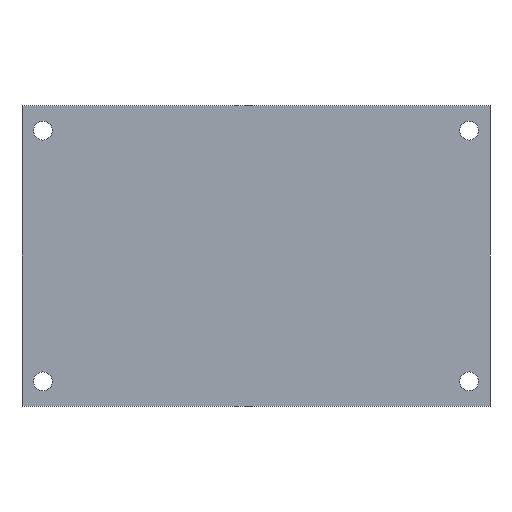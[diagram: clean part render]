
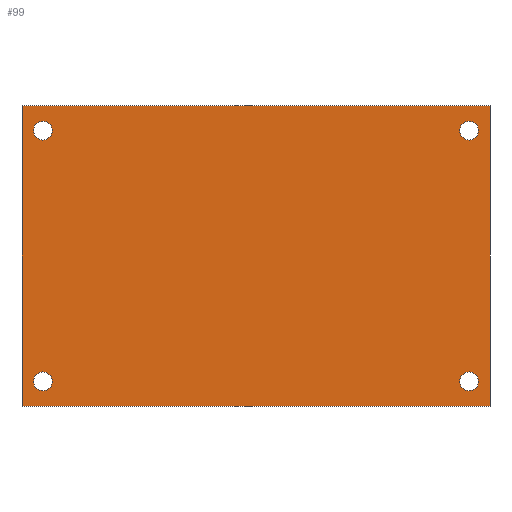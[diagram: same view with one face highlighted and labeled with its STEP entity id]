
A CAD part, front view. The second image highlights one B-rep face of the part: STEP entity #99.
In plain terms, the highlighted planar face has unit normal (0, -1, 0).
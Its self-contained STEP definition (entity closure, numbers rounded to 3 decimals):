
#99 = ADVANCED_FACE( '', ( #194, #195, #196, #197, #198 ), #199, .F. );
#194 = FACE_BOUND( '', #314, .T. );
#195 = FACE_BOUND( '', #315, .T. );
#196 = FACE_BOUND( '', #316, .T. );
#197 = FACE_BOUND( '', #317, .T. );
#198 = FACE_OUTER_BOUND( '', #318, .T. );
#199 = PLANE( '', #319 );
#314 = EDGE_LOOP( '', ( #485 ) );
#315 = EDGE_LOOP( '', ( #486 ) );
#316 = EDGE_LOOP( '', ( #487 ) );
#317 = EDGE_LOOP( '', ( #488 ) );
#318 = EDGE_LOOP( '', ( #489, #490, #491, #492 ) );
#319 = AXIS2_PLACEMENT_3D( '', #493, #494, #495 );
#485 = ORIENTED_EDGE( '', *, *, #571, .T. );
#486 = ORIENTED_EDGE( '', *, *, #573, .T. );
#487 = ORIENTED_EDGE( '', *, *, #575, .T. );
#488 = ORIENTED_EDGE( '', *, *, #577, .T. );
#489 = ORIENTED_EDGE( '', *, *, #595, .T. );
#490 = ORIENTED_EDGE( '', *, *, #596, .F. );
#491 = ORIENTED_EDGE( '', *, *, #597, .F. );
#492 = ORIENTED_EDGE( '', *, *, #598, .T. );
#493 = CARTESIAN_POINT( '', ( 112., -32., 36. ) );
#494 = DIRECTION( '', ( 0., 1., 0. ) );
#495 = DIRECTION( '', ( 0., 0., 1. ) );
#571 = EDGE_CURVE( '', #638, #638, #639, .T. );
#573 = EDGE_CURVE( '', #642, #642, #643, .T. );
#575 = EDGE_CURVE( '', #646, #646, #647, .T. );
#577 = EDGE_CURVE( '', #650, #650, #651, .T. );
#595 = EDGE_CURVE( '', #686, #687, #688, .T. );
#596 = EDGE_CURVE( '', #689, #687, #690, .T. );
#597 = EDGE_CURVE( '', #691, #689, #692, .T. );
#598 = EDGE_CURVE( '', #691, #686, #693, .T. );
#638 = VERTEX_POINT( '', #819 );
#639 = CIRCLE( '', #820, 2.25 );
#642 = VERTEX_POINT( '', #823 );
#643 = CIRCLE( '', #824, 2.25 );
#646 = VERTEX_POINT( '', #827 );
#647 = CIRCLE( '', #828, 2.25 );
#650 = VERTEX_POINT( '', #831 );
#651 = CIRCLE( '', #832, 2.25 );
#686 = VERTEX_POINT( '', #1207 );
#687 = VERTEX_POINT( '', #1208 );
#688 = LINE( '', #1209, #1210 );
#689 = VERTEX_POINT( '', #1211 );
#690 = LINE( '', #1212, #1213 );
#691 = VERTEX_POINT( '', #1214 );
#692 = LINE( '', #1215, #1216 );
#693 = LINE( '', #1217, #1218 );
#819 = CARTESIAN_POINT( '', ( 107., -32., 32.25 ) );
#820 = AXIS2_PLACEMENT_3D( '', #1360, #1361, #1362 );
#823 = CARTESIAN_POINT( '', ( 107., -32., -27.75 ) );
#824 = AXIS2_PLACEMENT_3D( '', #1366, #1367, #1368 );
#827 = CARTESIAN_POINT( '', ( 5., -32., 32.25 ) );
#828 = AXIS2_PLACEMENT_3D( '', #1372, #1373, #1374 );
#831 = CARTESIAN_POINT( '', ( 5., -32., -27.75 ) );
#832 = AXIS2_PLACEMENT_3D( '', #1378, #1379, #1380 );
#1207 = CARTESIAN_POINT( '', ( 0., -32., 36. ) );
#1208 = CARTESIAN_POINT( '', ( 0., -32., -36. ) );
#1209 = CARTESIAN_POINT( '', ( 0., -32., 36. ) );
#1210 = VECTOR( '', #1412, 1000. );
#1211 = CARTESIAN_POINT( '', ( 112., -32., -36. ) );
#1212 = CARTESIAN_POINT( '', ( 112., -32., -36. ) );
#1213 = VECTOR( '', #1413, 1000. );
#1214 = CARTESIAN_POINT( '', ( 112., -32., 36. ) );
#1215 = CARTESIAN_POINT( '', ( 112., -32., 36. ) );
#1216 = VECTOR( '', #1414, 1000. );
#1217 = CARTESIAN_POINT( '', ( 112., -32., 36. ) );
#1218 = VECTOR( '', #1415, 1000. );
#1360 = CARTESIAN_POINT( '', ( 107., -32., 30. ) );
#1361 = DIRECTION( '', ( 0., 1., 0. ) );
#1362 = DIRECTION( '', ( 0., 0., 1. ) );
#1366 = CARTESIAN_POINT( '', ( 107., -32., -30. ) );
#1367 = DIRECTION( '', ( 0., 1., 0. ) );
#1368 = DIRECTION( '', ( 0., 0., 1. ) );
#1372 = CARTESIAN_POINT( '', ( 5., -32., 30. ) );
#1373 = DIRECTION( '', ( 0., 1., 0. ) );
#1374 = DIRECTION( '', ( 0., 0., 1. ) );
#1378 = CARTESIAN_POINT( '', ( 5., -32., -30. ) );
#1379 = DIRECTION( '', ( 0., 1., 0. ) );
#1380 = DIRECTION( '', ( 0., 0., 1. ) );
#1412 = DIRECTION( '', ( 0., 0., -1. ) );
#1413 = DIRECTION( '', ( -1., 0., 0. ) );
#1414 = DIRECTION( '', ( 0., 0., -1. ) );
#1415 = DIRECTION( '', ( -1., 0., 0. ) );
